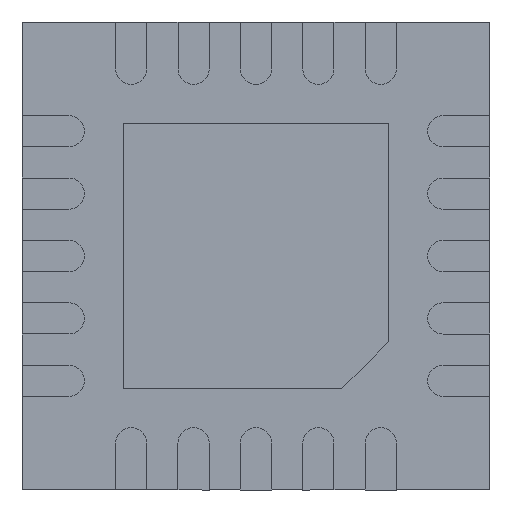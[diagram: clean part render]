
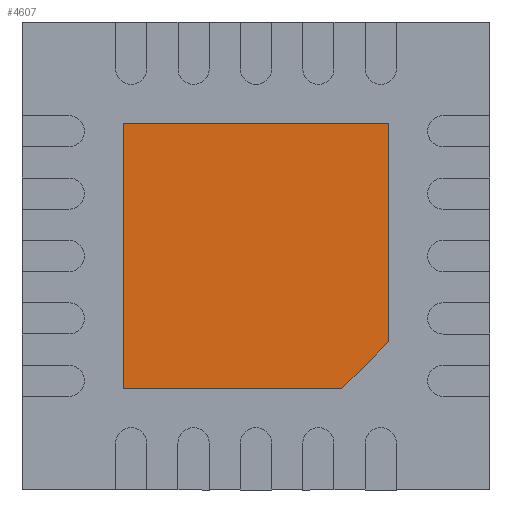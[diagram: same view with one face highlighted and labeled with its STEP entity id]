
A CAD part, front view. The second image highlights one B-rep face of the part: STEP entity #4607.
In plain terms, the highlighted planar face has unit normal (0, -1, 0).
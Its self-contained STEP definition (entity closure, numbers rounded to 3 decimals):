
#88 = CARTESIAN_POINT ( 'NONE',  ( 0.85, 0., -0.55 ) ) ;
#253 = CARTESIAN_POINT ( 'NONE',  ( 1.6, 0., 0. ) ) ;
#415 = LINE ( 'NONE', #6112, #6719 ) ;
#694 = EDGE_CURVE ( 'NONE', #4491, #2738, #4968, .T. ) ;
#746 = AXIS2_PLACEMENT_3D ( 'NONE', #253, #779, #6164 ) ;
#779 = DIRECTION ( 'NONE',  ( 0., -1., 0. ) ) ;
#854 = VECTOR ( 'NONE', #2910, 1000. ) ;
#970 = EDGE_CURVE ( 'NONE', #1967, #4491, #415, .T. ) ;
#976 = DIRECTION ( 'NONE',  ( 0., 0., 1. ) ) ;
#1351 = VERTEX_POINT ( 'NONE', #3365 ) ;
#1376 = VECTOR ( 'NONE', #5618, 1000. ) ;
#1962 = EDGE_LOOP ( 'NONE', ( #4064, #4241, #4633, #4224, #5143 ) ) ;
#1967 = VERTEX_POINT ( 'NONE', #3544 ) ;
#2488 = EDGE_CURVE ( 'NONE', #2738, #4141, #2505, .T. ) ;
#2505 = LINE ( 'NONE', #3423, #4846 ) ;
#2738 = VERTEX_POINT ( 'NONE', #5024 ) ;
#2841 = FACE_OUTER_BOUND ( 'NONE', #1962, .T. ) ;
#2910 = DIRECTION ( 'NONE',  ( 0., 0., -1. ) ) ;
#2915 = PLANE ( 'NONE',  #746 ) ;
#3306 = CARTESIAN_POINT ( 'NONE',  ( -0.85, 0., 0.85 ) ) ;
#3365 = CARTESIAN_POINT ( 'NONE',  ( -0.85, 0., -0.85 ) ) ;
#3423 = CARTESIAN_POINT ( 'NONE',  ( 0.85, 0., 0.85 ) ) ;
#3428 = EDGE_CURVE ( 'NONE', #4141, #1351, #4137, .T. ) ;
#3544 = CARTESIAN_POINT ( 'NONE',  ( 0.55, 0., -0.85 ) ) ;
#3967 = CARTESIAN_POINT ( 'NONE',  ( -0.85, 0., 0.85 ) ) ;
#4064 = ORIENTED_EDGE ( 'NONE', *, *, #6900, .T. ) ;
#4137 = LINE ( 'NONE', #3967, #854 ) ;
#4141 = VERTEX_POINT ( 'NONE', #3306 ) ;
#4224 = ORIENTED_EDGE ( 'NONE', *, *, #2488, .T. ) ;
#4241 = ORIENTED_EDGE ( 'NONE', *, *, #970, .T. ) ;
#4491 = VERTEX_POINT ( 'NONE', #88 ) ;
#4536 = DIRECTION ( 'NONE',  ( 0.707, 0., 0.707 ) ) ;
#4548 = VECTOR ( 'NONE', #976, 1000. ) ;
#4607 = ADVANCED_FACE ( 'NONE', ( #2841 ), #2915, .T. ) ;
#4633 = ORIENTED_EDGE ( 'NONE', *, *, #694, .T. ) ;
#4846 = VECTOR ( 'NONE', #6629, 1000. ) ;
#4968 = LINE ( 'NONE', #6359, #4548 ) ;
#5024 = CARTESIAN_POINT ( 'NONE',  ( 0.85, 0., 0.85 ) ) ;
#5053 = CARTESIAN_POINT ( 'NONE',  ( -0.85, 0., -0.85 ) ) ;
#5143 = ORIENTED_EDGE ( 'NONE', *, *, #3428, .T. ) ;
#5618 = DIRECTION ( 'NONE',  ( 1., 0., 0. ) ) ;
#5819 = LINE ( 'NONE', #5053, #1376 ) ;
#6112 = CARTESIAN_POINT ( 'NONE',  ( 0.55, 0., -0.85 ) ) ;
#6164 = DIRECTION ( 'NONE',  ( 0., 0., 1. ) ) ;
#6359 = CARTESIAN_POINT ( 'NONE',  ( 0.85, 0., -0.55 ) ) ;
#6629 = DIRECTION ( 'NONE',  ( -1., 0., 0. ) ) ;
#6719 = VECTOR ( 'NONE', #4536, 1000. ) ;
#6900 = EDGE_CURVE ( 'NONE', #1351, #1967, #5819, .T. ) ;
